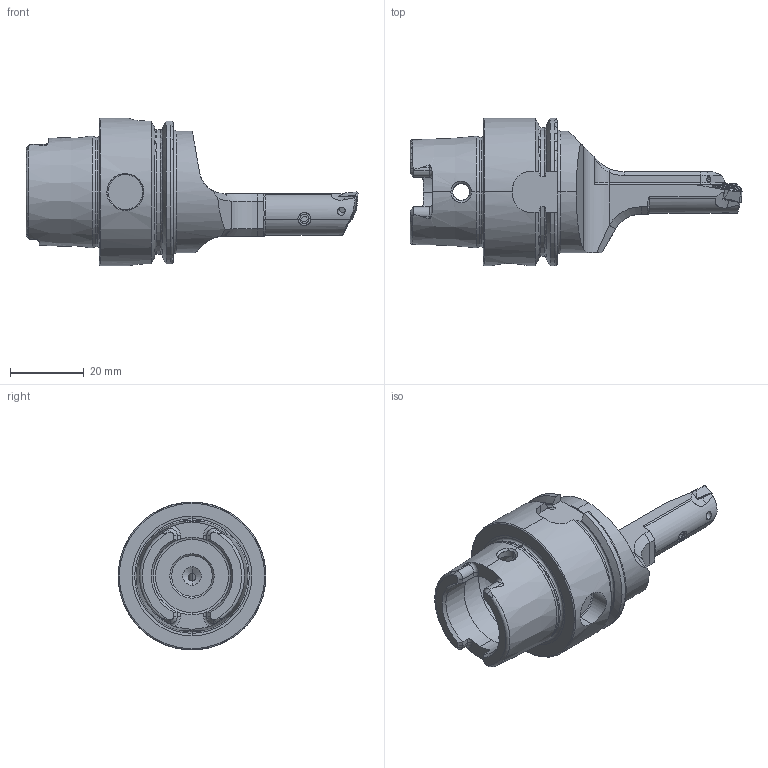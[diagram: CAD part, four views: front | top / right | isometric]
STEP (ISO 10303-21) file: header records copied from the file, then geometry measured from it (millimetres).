
FILE_DESCRIPTION (( 'STEP AP214' ), '1' );
FILE_NAME ('HA4.WWN.LLX.070-F0.STEP', '2024-04-10T09:29:20', ( '' ), ( '' ), 'SwSTEP 2.0', 'SolidWorks 2022', '' );
FILE_SCHEMA (( 'AUTOMOTIVE_DESIGN' ));
Length unit declared in the file: millimetre
Products named in the file (5): WXGU040304R-TS; WCA-ER2.001.006_B; HA4.WWN.LLX.070-F0; HA4-WWN.LLX.070-F0_B_Fertigbearbeitung; ISO 4026 - M3 x 4_PreviewCfg
Assembly tree (5 placements, depth 2):
  HA4.WWN.LLX.070-F0
    HA4-WWN.LLX.070-F0_B_Fertigbearbeitung
    WXGU040304R-TS
    WCA-ER2.001.006_B
    ISO 4026 - M3 x 4_PreviewCfg  x2
Bounding box: 89.92 x 40 x 40 mm (x, y, z)
Volume: 35341.4 mm3; surface area: 12580.4 mm2
Topology: 5 solids, 5 shells, 816 faces, 2091 edges, 1262 vertices
Faces by surface type: bspline 256, cylinder 245, plane 194, cone 78, torus 41, sphere 2
Entity records: 38209 total; most frequent: CARTESIAN_POINT 19769, ORIENTED_EDGE 4066, DIRECTION 2607, EDGE_CURVE 2033, VERTEX_POINT 1242, AXIS2_PLACEMENT_3D 940, B_SPLINE_CURVE_WITH_KNOTS 827, EDGE_LOOP 817
